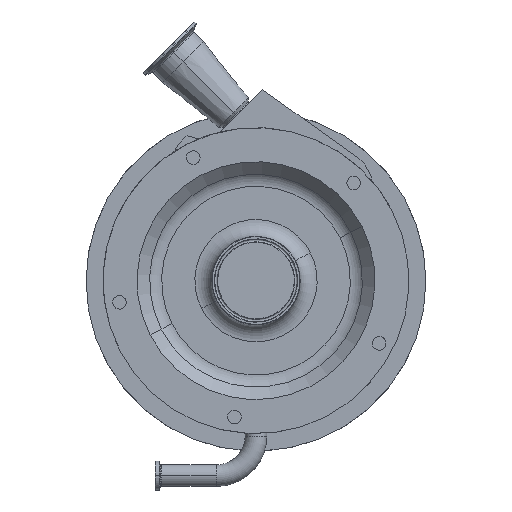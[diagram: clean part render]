
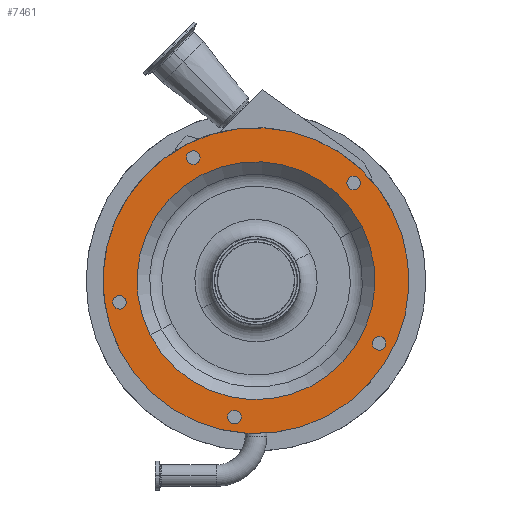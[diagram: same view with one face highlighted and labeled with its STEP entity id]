
A CAD part, top view. The second image highlights one B-rep face of the part: STEP entity #7461.
In plain terms, the highlighted planar face has unit normal (0, 0, 1).
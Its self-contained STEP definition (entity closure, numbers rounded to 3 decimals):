
#36 = DIRECTION ( 'NONE',  ( -0.988, 0.156, 0. ) ) ;
#171 = EDGE_CURVE ( 'NONE', #3475, #5806, #7413, .T. ) ;
#275 = FACE_BOUND ( 'NONE', #7225, .T. ) ;
#301 = AXIS2_PLACEMENT_3D ( 'NONE', #7674, #5354, #1075 ) ;
#308 = FACE_BOUND ( 'NONE', #5230, .T. ) ;
#354 = DIRECTION ( 'NONE',  ( 0., 0., 1. ) ) ;
#392 = EDGE_CURVE ( 'NONE', #6605, #5212, #4388, .T. ) ;
#438 = DIRECTION ( 'NONE',  ( 0., 0., 1. ) ) ;
#541 = DIRECTION ( 'NONE',  ( 0.707, -0.707, 0. ) ) ;
#561 = CARTESIAN_POINT ( 'NONE',  ( -120.498, -19.085, 284. ) ) ;
#564 = EDGE_CURVE ( 'NONE', #6623, #7545, #3112, .T. ) ;
#603 = CIRCLE ( 'NONE', #2775, 6. ) ;
#606 = DIRECTION ( 'NONE',  ( -0.156, 0.988, 0. ) ) ;
#634 = DIRECTION ( 'NONE',  ( 0., 0., 1. ) ) ;
#760 = VERTEX_POINT ( 'NONE', #5254 ) ;
#763 = FACE_OUTER_BOUND ( 'NONE', #7021, .T. ) ;
#765 = CARTESIAN_POINT ( 'NONE',  ( 90.51, 82.024, 284. ) ) ;
#827 = ORIENTED_EDGE ( 'NONE', *, *, #3731, .F. ) ;
#831 = DIRECTION ( 'NONE',  ( 0., 0., 1. ) ) ;
#955 = DIRECTION ( 'NONE',  ( 0., 0., 1. ) ) ;
#995 = DIRECTION ( 'NONE',  ( 0.891, 0.454, 0. ) ) ;
#1007 = DIRECTION ( 'NONE',  ( 0., 0., 1. ) ) ;
#1075 = DIRECTION ( 'NONE',  ( 0.891, 0.454, 0. ) ) ;
#1263 = ORIENTED_EDGE ( 'NONE', *, *, #2712, .F. ) ;
#1414 = ORIENTED_EDGE ( 'NONE', *, *, #1500, .F. ) ;
#1500 = EDGE_CURVE ( 'NONE', #2658, #6806, #5133, .T. ) ;
#1664 = CIRCLE ( 'NONE', #5090, 135. ) ;
#1763 = AXIS2_PLACEMENT_3D ( 'NONE', #4017, #3432, #2830 ) ;
#1781 = VERTEX_POINT ( 'NONE', #3359 ) ;
#1789 = AXIS2_PLACEMENT_3D ( 'NONE', #6236, #5060, #2743 ) ;
#1815 = CARTESIAN_POINT ( 'NONE',  ( -121.437, -13.159, 284. ) ) ;
#1817 = VERTEX_POINT ( 'NONE', #4024 ) ;
#1853 = CARTESIAN_POINT ( 'NONE',  ( 120.286, 61.289, 284. ) ) ;
#1963 = AXIS2_PLACEMENT_3D ( 'NONE', #561, #3633, #606 ) ;
#2140 = AXIS2_PLACEMENT_3D ( 'NONE', #4630, #1007, #3362 ) ;
#2166 = CIRCLE ( 'NONE', #5723, 6. ) ;
#2238 = CARTESIAN_POINT ( 'NONE',  ( 105.979, -60.733, 284. ) ) ;
#2264 = CIRCLE ( 'NONE', #5566, 6. ) ;
#2347 = EDGE_CURVE ( 'NONE', #1817, #1781, #6174, .T. ) ;
#2353 = VERTEX_POINT ( 'NONE', #6774 ) ;
#2658 = VERTEX_POINT ( 'NONE', #1815 ) ;
#2712 = EDGE_CURVE ( 'NONE', #2353, #5017, #2264, .T. ) ;
#2743 = DIRECTION ( 'NONE',  ( 0., -1., 0. ) ) ;
#2750 = DIRECTION ( 'NONE',  ( -0.454, -0.891, 0. ) ) ;
#2775 = AXIS2_PLACEMENT_3D ( 'NONE', #3440, #438, #7119 ) ;
#2829 = CARTESIAN_POINT ( 'NONE',  ( 82.024, 90.51, 284. ) ) ;
#2830 = DIRECTION ( 'NONE',  ( 0.891, 0.454, 0. ) ) ;
#2865 = CARTESIAN_POINT ( 'NONE',  ( -119.559, -25.011, 284. ) ) ;
#2869 = EDGE_LOOP ( 'NONE', ( #4210, #7081 ) ) ;
#2884 = CARTESIAN_POINT ( 'NONE',  ( 93.556, 47.669, 284. ) ) ;
#2913 = EDGE_CURVE ( 'NONE', #5970, #760, #4170, .T. ) ;
#2943 = CARTESIAN_POINT ( 'NONE',  ( -25.011, -119.559, 284. ) ) ;
#3008 = ORIENTED_EDGE ( 'NONE', *, *, #3348, .F. ) ;
#3091 = DIRECTION ( 'NONE',  ( 0., 0., 1. ) ) ;
#3112 = CIRCLE ( 'NONE', #7034, 6. ) ;
#3216 = ORIENTED_EDGE ( 'NONE', *, *, #2913, .T. ) ;
#3269 = DIRECTION ( 'NONE',  ( 0.891, 0.454, 0. ) ) ;
#3320 = ORIENTED_EDGE ( 'NONE', *, *, #4415, .F. ) ;
#3348 = EDGE_CURVE ( 'NONE', #1781, #1817, #3541, .T. ) ;
#3359 = CARTESIAN_POINT ( 'NONE',  ( -50.041, 111.427, 284. ) ) ;
#3362 = DIRECTION ( 'NONE',  ( 0.891, 0.454, 0. ) ) ;
#3419 = AXIS2_PLACEMENT_3D ( 'NONE', #6428, #354, #995 ) ;
#3432 = DIRECTION ( 'NONE',  ( 0., 0., 1. ) ) ;
#3440 = CARTESIAN_POINT ( 'NONE',  ( 86.267, 86.267, 284. ) ) ;
#3475 = VERTEX_POINT ( 'NONE', #3617 ) ;
#3541 = CIRCLE ( 'NONE', #3419, 6. ) ;
#3551 = ORIENTED_EDGE ( 'NONE', *, *, #7463, .T. ) ;
#3617 = CARTESIAN_POINT ( 'NONE',  ( -93.556, -47.669, 284. ) ) ;
#3622 = EDGE_LOOP ( 'NONE', ( #1414, #5432 ) ) ;
#3633 = DIRECTION ( 'NONE',  ( 0., 0., 1. ) ) ;
#3645 = CARTESIAN_POINT ( 'NONE',  ( -55.387, 108.703, 284. ) ) ;
#3690 = DIRECTION ( 'NONE',  ( 0.891, 0.454, 0. ) ) ;
#3719 = DIRECTION ( 'NONE',  ( 0., 0., 1. ) ) ;
#3731 = EDGE_CURVE ( 'NONE', #7545, #6623, #4288, .T. ) ;
#3859 = FACE_BOUND ( 'NONE', #3622, .T. ) ;
#4017 = CARTESIAN_POINT ( 'NONE',  ( 0., 0., 284. ) ) ;
#4024 = CARTESIAN_POINT ( 'NONE',  ( -60.733, 105.979, 284. ) ) ;
#4097 = CARTESIAN_POINT ( 'NONE',  ( 108.703, -55.387, 284. ) ) ;
#4124 = DIRECTION ( 'NONE',  ( -0.988, 0.156, 0. ) ) ;
#4130 = CARTESIAN_POINT ( 'NONE',  ( 86.267, 86.267, 284. ) ) ;
#4170 = CIRCLE ( 'NONE', #2140, 135. ) ;
#4210 = ORIENTED_EDGE ( 'NONE', *, *, #4559, .F. ) ;
#4288 = CIRCLE ( 'NONE', #6059, 6. ) ;
#4307 = CIRCLE ( 'NONE', #1763, 105. ) ;
#4388 = CIRCLE ( 'NONE', #6149, 6. ) ;
#4415 = EDGE_CURVE ( 'NONE', #5017, #2353, #5329, .T. ) ;
#4469 = DIRECTION ( 'NONE',  ( -0.156, 0.988, 0. ) ) ;
#4503 = CARTESIAN_POINT ( 'NONE',  ( -13.159, -121.437, 284. ) ) ;
#4506 = ORIENTED_EDGE ( 'NONE', *, *, #2347, .F. ) ;
#4536 = FACE_BOUND ( 'NONE', #5160, .T. ) ;
#4559 = EDGE_CURVE ( 'NONE', #5806, #3475, #4307, .T. ) ;
#4630 = CARTESIAN_POINT ( 'NONE',  ( 0., 0., 284. ) ) ;
#4878 = ORIENTED_EDGE ( 'NONE', *, *, #564, .F. ) ;
#5017 = VERTEX_POINT ( 'NONE', #2238 ) ;
#5021 = CARTESIAN_POINT ( 'NONE',  ( -120.498, -19.085, 284. ) ) ;
#5060 = DIRECTION ( 'NONE',  ( 0., 0., -1. ) ) ;
#5090 = AXIS2_PLACEMENT_3D ( 'NONE', #7472, #7429, #3269 ) ;
#5133 = CIRCLE ( 'NONE', #1963, 6. ) ;
#5134 = FACE_BOUND ( 'NONE', #7259, .T. ) ;
#5160 = EDGE_LOOP ( 'NONE', ( #3320, #1263 ) ) ;
#5212 = VERTEX_POINT ( 'NONE', #765 ) ;
#5230 = EDGE_LOOP ( 'NONE', ( #3008, #4506 ) ) ;
#5254 = CARTESIAN_POINT ( 'NONE',  ( -120.286, -61.289, 284. ) ) ;
#5285 = ORIENTED_EDGE ( 'NONE', *, *, #6220, .F. ) ;
#5329 = CIRCLE ( 'NONE', #7085, 6. ) ;
#5354 = DIRECTION ( 'NONE',  ( 0., 0., 1. ) ) ;
#5432 = ORIENTED_EDGE ( 'NONE', *, *, #7418, .F. ) ;
#5484 = ORIENTED_EDGE ( 'NONE', *, *, #392, .F. ) ;
#5492 = CARTESIAN_POINT ( 'NONE',  ( -19.085, -120.498, 284. ) ) ;
#5566 = AXIS2_PLACEMENT_3D ( 'NONE', #6733, #3719, #6134 ) ;
#5618 = PLANE ( 'NONE',  #1789 ) ;
#5723 = AXIS2_PLACEMENT_3D ( 'NONE', #5021, #831, #4469 ) ;
#5770 = FACE_BOUND ( 'NONE', #2869, .T. ) ;
#5806 = VERTEX_POINT ( 'NONE', #2884 ) ;
#5922 = DIRECTION ( 'NONE',  ( 0., 0., 1. ) ) ;
#5970 = VERTEX_POINT ( 'NONE', #1853 ) ;
#6059 = AXIS2_PLACEMENT_3D ( 'NONE', #5492, #7257, #4124 ) ;
#6134 = DIRECTION ( 'NONE',  ( -0.454, -0.891, 0. ) ) ;
#6149 = AXIS2_PLACEMENT_3D ( 'NONE', #4130, #5922, #541 ) ;
#6174 = CIRCLE ( 'NONE', #6682, 6. ) ;
#6220 = EDGE_CURVE ( 'NONE', #5212, #6605, #603, .T. ) ;
#6236 = CARTESIAN_POINT ( 'NONE',  ( -17.706, 34.749, 284. ) ) ;
#6428 = CARTESIAN_POINT ( 'NONE',  ( -55.387, 108.703, 284. ) ) ;
#6605 = VERTEX_POINT ( 'NONE', #2829 ) ;
#6623 = VERTEX_POINT ( 'NONE', #4503 ) ;
#6682 = AXIS2_PLACEMENT_3D ( 'NONE', #3645, #3091, #3690 ) ;
#6733 = CARTESIAN_POINT ( 'NONE',  ( 108.703, -55.387, 284. ) ) ;
#6774 = CARTESIAN_POINT ( 'NONE',  ( 111.427, -50.041, 284. ) ) ;
#6806 = VERTEX_POINT ( 'NONE', #2865 ) ;
#7021 = EDGE_LOOP ( 'NONE', ( #3216, #3551 ) ) ;
#7034 = AXIS2_PLACEMENT_3D ( 'NONE', #7812, #634, #36 ) ;
#7081 = ORIENTED_EDGE ( 'NONE', *, *, #171, .F. ) ;
#7085 = AXIS2_PLACEMENT_3D ( 'NONE', #4097, #955, #2750 ) ;
#7119 = DIRECTION ( 'NONE',  ( 0.707, -0.707, 0. ) ) ;
#7225 = EDGE_LOOP ( 'NONE', ( #5285, #5484 ) ) ;
#7257 = DIRECTION ( 'NONE',  ( 0., 0., 1. ) ) ;
#7259 = EDGE_LOOP ( 'NONE', ( #827, #4878 ) ) ;
#7413 = CIRCLE ( 'NONE', #301, 105. ) ;
#7418 = EDGE_CURVE ( 'NONE', #6806, #2658, #2166, .T. ) ;
#7429 = DIRECTION ( 'NONE',  ( 0., 0., 1. ) ) ;
#7461 = ADVANCED_FACE ( 'NONE', ( #763, #275, #4536, #5134, #3859, #308, #5770 ), #5618, .F. ) ;
#7463 = EDGE_CURVE ( 'NONE', #760, #5970, #1664, .T. ) ;
#7472 = CARTESIAN_POINT ( 'NONE',  ( 0., 0., 284. ) ) ;
#7545 = VERTEX_POINT ( 'NONE', #2943 ) ;
#7674 = CARTESIAN_POINT ( 'NONE',  ( 0., 0., 284. ) ) ;
#7812 = CARTESIAN_POINT ( 'NONE',  ( -19.085, -120.498, 284. ) ) ;
